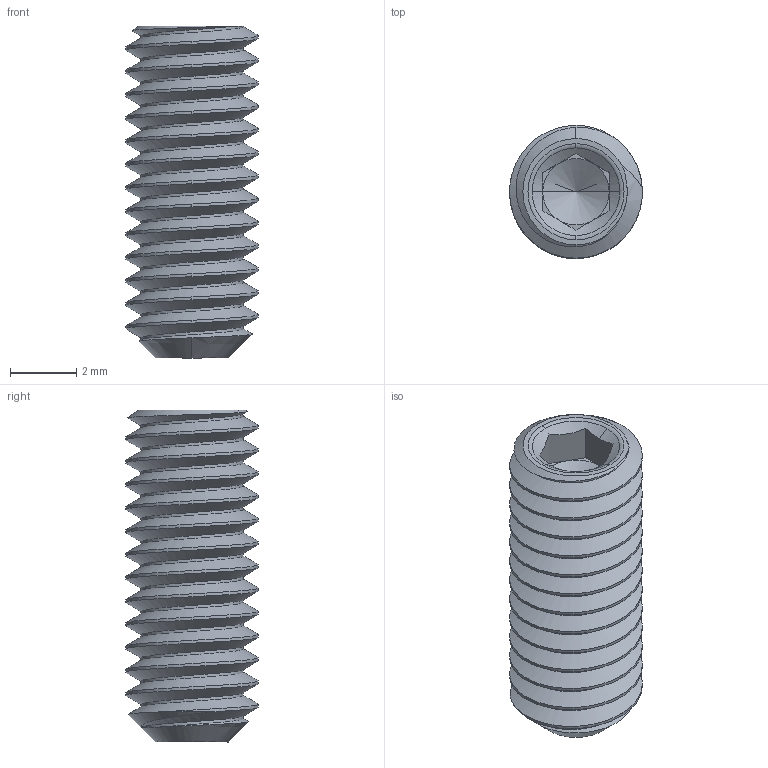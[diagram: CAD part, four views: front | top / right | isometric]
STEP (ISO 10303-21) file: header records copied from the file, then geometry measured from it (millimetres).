
FILE_DESCRIPTION (( 'STEP AP203' ), '1' );
FILE_NAME ('92015A114.step', '2013-07-12T16:59:11', ( 'Admin' ), ( 'Microsoft' ), 'SwSTEP 2.0', 'SolidWorks 2012', '' );
FILE_SCHEMA (( 'CONFIG_CONTROL_DESIGN' ));
Length unit declared in the file: millimetre
Products named in the file (1): 92015A114
Bounding box: 4 x 4 x 10 mm (x, y, z)
Volume: 90.8 mm3; surface area: 210.6 mm2
Topology: 1 solids, 1 shells, 55 faces, 152 edges, 96 vertices
Faces by surface type: cylinder 26, plane 13, cone 11, bspline 3, torus 2
Entity records: 3481 total; most frequent: CARTESIAN_POINT 2219, ORIENTED_EDGE 296, DIRECTION 201, EDGE_CURVE 148, VERTEX_POINT 96, AXIS2_PLACEMENT_3D 74, EDGE_LOOP 56, ADVANCED_FACE 55
